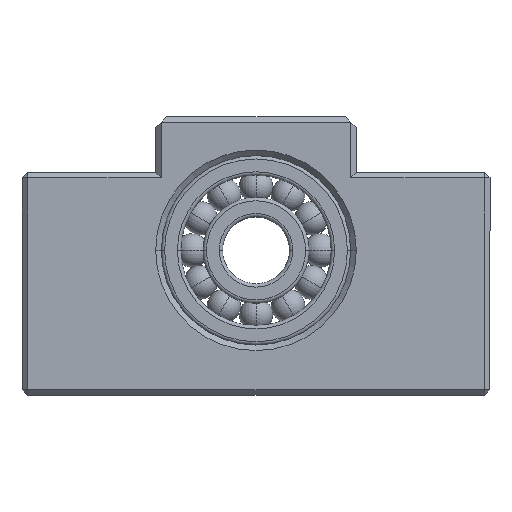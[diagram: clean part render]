
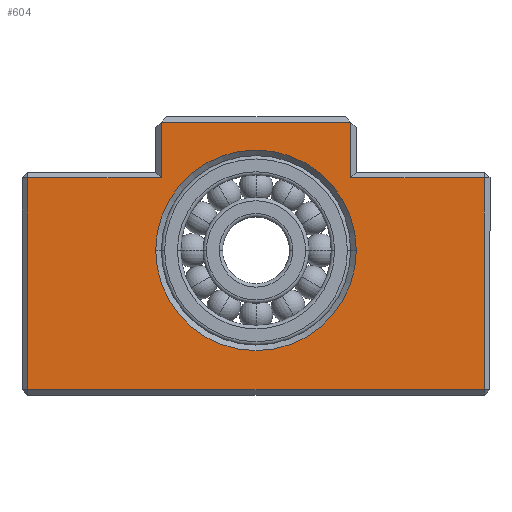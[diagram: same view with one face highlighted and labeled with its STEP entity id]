
A CAD part, top view. The second image highlights one B-rep face of the part: STEP entity #604.
In plain terms, the highlighted planar face has unit normal (0, 0, 1).
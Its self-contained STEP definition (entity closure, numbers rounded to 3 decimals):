
#519 = VERTEX_POINT ( 'NONE', #1603 ) ;
#521 = EDGE_CURVE ( 'NONE', #522, #519, #1602, .T. ) ;
#522 = VERTEX_POINT ( 'NONE', #1597 ) ;
#604 = ADVANCED_FACE ( 'NONE', ( #1809, #1808 ), #1807, .T. ) ;
#608 = EDGE_LOOP ( 'NONE', ( #697, #698 ) ) ;
#610 = VERTEX_POINT ( 'NONE', #1798 ) ;
#611 = ORIENTED_EDGE ( 'NONE', *, *, #612, .T. ) ;
#612 = EDGE_CURVE ( 'NONE', #610, #613, #1797, .T. ) ;
#613 = VERTEX_POINT ( 'NONE', #1793 ) ;
#614 = ORIENTED_EDGE ( 'NONE', *, *, #615, .T. ) ;
#615 = EDGE_CURVE ( 'NONE', #613, #616, #1792, .T. ) ;
#616 = VERTEX_POINT ( 'NONE', #1788 ) ;
#617 = VERTEX_POINT ( 'NONE', #1787 ) ;
#624 = ORIENTED_EDGE ( 'NONE', *, *, #625, .T. ) ;
#625 = EDGE_CURVE ( 'NONE', #708, #626, #1838, .T. ) ;
#626 = VERTEX_POINT ( 'NONE', #1834 ) ;
#627 = ORIENTED_EDGE ( 'NONE', *, *, #628, .T. ) ;
#628 = EDGE_CURVE ( 'NONE', #626, #629, #1833, .T. ) ;
#629 = VERTEX_POINT ( 'NONE', #1829 ) ;
#630 = ORIENTED_EDGE ( 'NONE', *, *, #631, .T. ) ;
#631 = EDGE_CURVE ( 'NONE', #629, #703, #1828, .T. ) ;
#697 = ORIENTED_EDGE ( 'NONE', *, *, #521, .T. ) ;
#698 = ORIENTED_EDGE ( 'NONE', *, *, #699, .T. ) ;
#699 = EDGE_CURVE ( 'NONE', #519, #522, #1958, .T. ) ;
#700 = EDGE_LOOP ( 'NONE', ( #701, #611, #614, #704, #706, #624, #627, #630 ) ) ;
#701 = ORIENTED_EDGE ( 'NONE', *, *, #702, .T. ) ;
#702 = EDGE_CURVE ( 'NONE', #703, #610, #1953, .T. ) ;
#703 = VERTEX_POINT ( 'NONE', #1949 ) ;
#704 = ORIENTED_EDGE ( 'NONE', *, *, #705, .T. ) ;
#705 = EDGE_CURVE ( 'NONE', #616, #617, #1948, .T. ) ;
#706 = ORIENTED_EDGE ( 'NONE', *, *, #707, .T. ) ;
#707 = EDGE_CURVE ( 'NONE', #617, #708, #1944, .T. ) ;
#708 = VERTEX_POINT ( 'NONE', #1940 ) ;
#1597 = CARTESIAN_POINT ( 'NONE',  ( 9., 13., 6. ) ) ;
#1598 = DIRECTION ( 'NONE',  ( 1., 0., 0. ) ) ;
#1599 = DIRECTION ( 'NONE',  ( 0., 0., -1. ) ) ;
#1600 = CARTESIAN_POINT ( 'NONE',  ( 0., 13., 6. ) ) ;
#1601 = AXIS2_PLACEMENT_3D ( 'NONE', #1600, #1599, #1598 ) ;
#1602 = CIRCLE ( 'NONE', #1601, 9. ) ;
#1603 = CARTESIAN_POINT ( 'NONE',  ( -9., 13., 6. ) ) ;
#1787 = CARTESIAN_POINT ( 'NONE',  ( -8.5, 19.5, 6. ) ) ;
#1788 = CARTESIAN_POINT ( 'NONE',  ( -8.5, 24.5, 6. ) ) ;
#1789 = DIRECTION ( 'NONE',  ( -1., 0., 0. ) ) ;
#1790 = VECTOR ( 'NONE', #1789, 1000. ) ;
#1791 = CARTESIAN_POINT ( 'NONE',  ( -8., 24.5, 6. ) ) ;
#1792 = LINE ( 'NONE', #1791, #1790 ) ;
#1793 = CARTESIAN_POINT ( 'NONE',  ( 8.5, 24.5, 6. ) ) ;
#1794 = DIRECTION ( 'NONE',  ( 0., 1., 0. ) ) ;
#1795 = VECTOR ( 'NONE', #1794, 1000. ) ;
#1796 = CARTESIAN_POINT ( 'NONE',  ( 8.5, 24., 6. ) ) ;
#1797 = LINE ( 'NONE', #1796, #1795 ) ;
#1798 = CARTESIAN_POINT ( 'NONE',  ( 8.5, 19.5, 6. ) ) ;
#1802 = DIRECTION ( 'NONE',  ( 1., 0., 0. ) ) ;
#1803 = DIRECTION ( 'NONE',  ( 0., 0., 1. ) ) ;
#1804 = AXIS2_PLACEMENT_3D ( 'NONE', #1806, #1803, #1802 ) ;
#1806 = CARTESIAN_POINT ( 'NONE',  ( 21., 20., 6. ) ) ;
#1807 = PLANE ( 'NONE',  #1804 ) ;
#1808 = FACE_OUTER_BOUND ( 'NONE', #700, .T. ) ;
#1809 = FACE_BOUND ( 'NONE', #608, .T. ) ;
#1825 = DIRECTION ( 'NONE',  ( 0., 1., 0. ) ) ;
#1826 = VECTOR ( 'NONE', #1825, 1000. ) ;
#1827 = CARTESIAN_POINT ( 'NONE',  ( 20.5, 20., 6. ) ) ;
#1828 = LINE ( 'NONE', #1827, #1826 ) ;
#1829 = CARTESIAN_POINT ( 'NONE',  ( 20.5, 0.5, 6. ) ) ;
#1830 = DIRECTION ( 'NONE',  ( 1., 0., 0. ) ) ;
#1831 = VECTOR ( 'NONE', #1830, 1000. ) ;
#1832 = CARTESIAN_POINT ( 'NONE',  ( 21., 0.5, 6. ) ) ;
#1833 = LINE ( 'NONE', #1832, #1831 ) ;
#1834 = CARTESIAN_POINT ( 'NONE',  ( -20.5, 0.5, 6. ) ) ;
#1835 = DIRECTION ( 'NONE',  ( 0., -1., 0. ) ) ;
#1836 = VECTOR ( 'NONE', #1835, 1000. ) ;
#1837 = CARTESIAN_POINT ( 'NONE',  ( -20.5, 0., 6. ) ) ;
#1838 = LINE ( 'NONE', #1837, #1836 ) ;
#1940 = CARTESIAN_POINT ( 'NONE',  ( -20.5, 19.5, 6. ) ) ;
#1941 = DIRECTION ( 'NONE',  ( -1., 0., 0. ) ) ;
#1942 = VECTOR ( 'NONE', #1941, 1000. ) ;
#1943 = CARTESIAN_POINT ( 'NONE',  ( -21., 19.5, 6. ) ) ;
#1944 = LINE ( 'NONE', #1943, #1942 ) ;
#1945 = DIRECTION ( 'NONE',  ( 0., -1., 0. ) ) ;
#1946 = VECTOR ( 'NONE', #1945, 1000. ) ;
#1947 = CARTESIAN_POINT ( 'NONE',  ( -8.5, 20., 6. ) ) ;
#1948 = LINE ( 'NONE', #1947, #1946 ) ;
#1949 = CARTESIAN_POINT ( 'NONE',  ( 20.5, 19.5, 6. ) ) ;
#1950 = DIRECTION ( 'NONE',  ( -1., 0., 0. ) ) ;
#1951 = VECTOR ( 'NONE', #1950, 1000. ) ;
#1952 = CARTESIAN_POINT ( 'NONE',  ( 9., 19.5, 6. ) ) ;
#1953 = LINE ( 'NONE', #1952, #1951 ) ;
#1954 = DIRECTION ( 'NONE',  ( 1., 0., 0. ) ) ;
#1955 = DIRECTION ( 'NONE',  ( 0., 0., -1. ) ) ;
#1956 = CARTESIAN_POINT ( 'NONE',  ( 0., 13., 6. ) ) ;
#1957 = AXIS2_PLACEMENT_3D ( 'NONE', #1956, #1955, #1954 ) ;
#1958 = CIRCLE ( 'NONE', #1957, 9. ) ;
